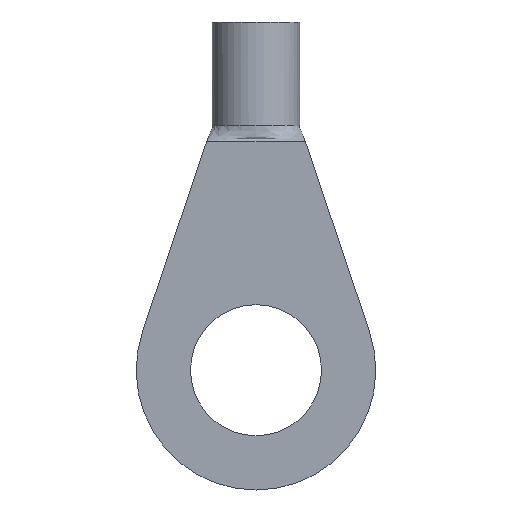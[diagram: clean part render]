
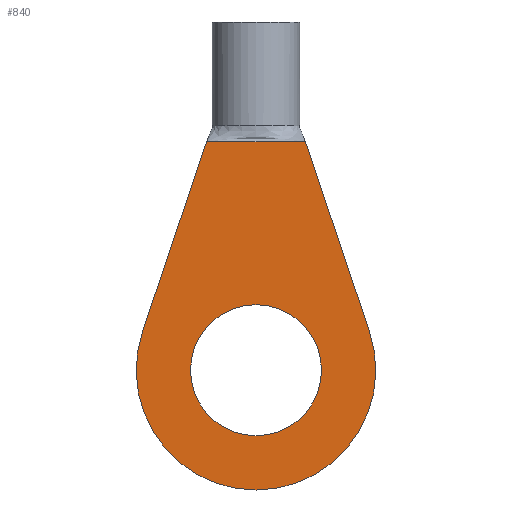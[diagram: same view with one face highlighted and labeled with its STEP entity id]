
A CAD part, front view. The second image highlights one B-rep face of the part: STEP entity #840.
In plain terms, the highlighted planar face has unit normal (0, -1, 0).
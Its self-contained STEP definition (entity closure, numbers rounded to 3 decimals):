
#54 = CARTESIAN_POINT ( 'NONE',  ( 0., 0., 0. ) ) ;
#57 = DIRECTION ( 'NONE',  ( 0., 0., 1. ) ) ;
#60 = ORIENTED_EDGE ( 'NONE', *, *, #344, .T. ) ;
#66 = ORIENTED_EDGE ( 'NONE', *, *, #686, .F. ) ;
#77 = CIRCLE ( 'NONE', #196, 4.1 ) ;
#79 = DIRECTION ( 'NONE',  ( 0., 0., 1. ) ) ;
#86 = VERTEX_POINT ( 'NONE', #101 ) ;
#88 = LINE ( 'NONE', #362, #794 ) ;
#101 = CARTESIAN_POINT ( 'NONE',  ( 0., 0., -4.1 ) ) ;
#122 = ORIENTED_EDGE ( 'NONE', *, *, #654, .F. ) ;
#129 = PLANE ( 'NONE',  #150 ) ;
#132 = VERTEX_POINT ( 'NONE', #207 ) ;
#139 = LINE ( 'NONE', #193, #721 ) ;
#142 = VERTEX_POINT ( 'NONE', #531 ) ;
#144 = DIRECTION ( 'NONE',  ( 0., 1., 0. ) ) ;
#145 = CARTESIAN_POINT ( 'NONE',  ( -2.75, 0., 15.3 ) ) ;
#150 = AXIS2_PLACEMENT_3D ( 'NONE', #401, #672, #57 ) ;
#151 = CARTESIAN_POINT ( 'NONE',  ( 0., 0., 0. ) ) ;
#157 = DIRECTION ( 'NONE',  ( 0., 1., 0. ) ) ;
#193 = CARTESIAN_POINT ( 'NONE',  ( 0., 0., 14.3 ) ) ;
#196 = AXIS2_PLACEMENT_3D ( 'NONE', #151, #487, #79 ) ;
#198 = FACE_OUTER_BOUND ( 'NONE', #346, .T. ) ;
#207 = CARTESIAN_POINT ( 'NONE',  ( 7.106, 0., 2.399 ) ) ;
#209 = EDGE_CURVE ( 'NONE', #351, #86, #809, .T. ) ;
#212 = LINE ( 'NONE', #145, #852 ) ;
#248 = EDGE_CURVE ( 'NONE', #874, #436, #212, .T. ) ;
#287 = CARTESIAN_POINT ( 'NONE',  ( 0., 0., 0. ) ) ;
#296 = ORIENTED_EDGE ( 'NONE', *, *, #209, .T. ) ;
#307 = ORIENTED_EDGE ( 'NONE', *, *, #692, .F. ) ;
#332 = DIRECTION ( 'NONE',  ( 0., 1., 0. ) ) ;
#344 = EDGE_CURVE ( 'NONE', #86, #351, #77, .T. ) ;
#346 = EDGE_LOOP ( 'NONE', ( #66, #417, #392, #122, #307 ) ) ;
#348 = DIRECTION ( 'NONE',  ( 0., 0., 1. ) ) ;
#351 = VERTEX_POINT ( 'NONE', #837 ) ;
#362 = CARTESIAN_POINT ( 'NONE',  ( 2.75, 0., 15.3 ) ) ;
#379 = AXIS2_PLACEMENT_3D ( 'NONE', #287, #157, #348 ) ;
#392 = ORIENTED_EDGE ( 'NONE', *, *, #248, .F. ) ;
#401 = CARTESIAN_POINT ( 'NONE',  ( 0., 0., 0. ) ) ;
#414 = EDGE_LOOP ( 'NONE', ( #60, #296 ) ) ;
#417 = ORIENTED_EDGE ( 'NONE', *, *, #576, .T. ) ;
#435 = CARTESIAN_POINT ( 'NONE',  ( -3.088, 0., 14.3 ) ) ;
#436 = VERTEX_POINT ( 'NONE', #435 ) ;
#449 = AXIS2_PLACEMENT_3D ( 'NONE', #54, #332, #811 ) ;
#481 = DIRECTION ( 'NONE',  ( 0.32, 0., 0.947 ) ) ;
#487 = DIRECTION ( 'NONE',  ( 0., 1., 0. ) ) ;
#531 = CARTESIAN_POINT ( 'NONE',  ( 3.088, 0., 14.3 ) ) ;
#564 = VERTEX_POINT ( 'NONE', #894 ) ;
#572 = DIRECTION ( 'NONE',  ( 0.32, 0., -0.947 ) ) ;
#576 = EDGE_CURVE ( 'NONE', #142, #436, #139, .T. ) ;
#610 = AXIS2_PLACEMENT_3D ( 'NONE', #843, #144, #621 ) ;
#621 = DIRECTION ( 'NONE',  ( 0., 0., 1. ) ) ;
#654 = EDGE_CURVE ( 'NONE', #564, #874, #825, .T. ) ;
#664 = CIRCLE ( 'NONE', #610, 7.5 ) ;
#672 = DIRECTION ( 'NONE',  ( 0., 1., 0. ) ) ;
#686 = EDGE_CURVE ( 'NONE', #142, #132, #88, .T. ) ;
#692 = EDGE_CURVE ( 'NONE', #132, #564, #664, .T. ) ;
#721 = VECTOR ( 'NONE', #742, 1000. ) ;
#741 = FACE_BOUND ( 'NONE', #414, .T. ) ;
#742 = DIRECTION ( 'NONE',  ( -1., 0., 0. ) ) ;
#783 = CARTESIAN_POINT ( 'NONE',  ( -7.106, 0., 2.399 ) ) ;
#794 = VECTOR ( 'NONE', #572, 1000. ) ;
#809 = CIRCLE ( 'NONE', #449, 4.1 ) ;
#811 = DIRECTION ( 'NONE',  ( 0., 0., 1. ) ) ;
#825 = CIRCLE ( 'NONE', #379, 7.5 ) ;
#837 = CARTESIAN_POINT ( 'NONE',  ( 0., 0., 4.1 ) ) ;
#840 = ADVANCED_FACE ( 'NONE', ( #198, #741 ), #129, .F. ) ;
#843 = CARTESIAN_POINT ( 'NONE',  ( 0., 0., 0. ) ) ;
#852 = VECTOR ( 'NONE', #481, 1000. ) ;
#874 = VERTEX_POINT ( 'NONE', #783 ) ;
#894 = CARTESIAN_POINT ( 'NONE',  ( 0., 0., -7.5 ) ) ;
